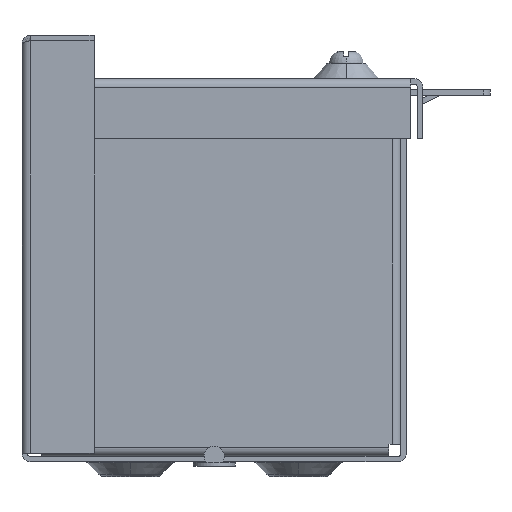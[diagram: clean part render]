
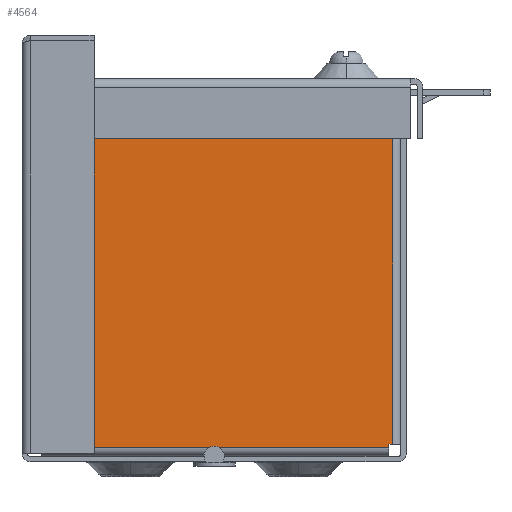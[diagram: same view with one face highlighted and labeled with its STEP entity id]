
A CAD part, left-side view. The second image highlights one B-rep face of the part: STEP entity #4564.
In plain terms, the highlighted planar face has unit normal (-1, 0, 0).
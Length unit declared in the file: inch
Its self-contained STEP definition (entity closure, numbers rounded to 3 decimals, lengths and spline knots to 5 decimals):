
#294 = CARTESIAN_POINT ( 'NONE',  ( -6., -1.818, 3.798 ) ) ;
#353 = DIRECTION ( 'NONE',  ( 0., -1., 0. ) ) ;
#371 = DIRECTION ( 'NONE',  ( 0., 1., 0. ) ) ;
#466 = EDGE_LOOP ( 'NONE', ( #2110, #14289, #18506, #21651, #3261, #4200, #2270, #21193, #10253, #9412, #14095, #5169 ) ) ;
#498 = CARTESIAN_POINT ( 'NONE',  ( -6., -1.943, 3.923 ) ) ;
#717 = DIRECTION ( 'NONE',  ( 0., 0., -1. ) ) ;
#1359 = LINE ( 'NONE', #18634, #15642 ) ;
#1535 = CARTESIAN_POINT ( 'NONE',  ( -6., 1.798, 0.182 ) ) ;
#1669 = CARTESIAN_POINT ( 'NONE',  ( -6., 1.798, 0.143 ) ) ;
#1671 = LINE ( 'NONE', #6960, #20108 ) ;
#1745 = LINE ( 'NONE', #15944, #22167 ) ;
#1829 = LINE ( 'NONE', #10300, #4590 ) ;
#2100 = DIRECTION ( 'NONE',  ( -1., 0., 0. ) ) ;
#2110 = ORIENTED_EDGE ( 'NONE', *, *, #5143, .T. ) ;
#2270 = ORIENTED_EDGE ( 'NONE', *, *, #14911, .T. ) ;
#2725 = CARTESIAN_POINT ( 'NONE',  ( -6., -1.818, 0.143 ) ) ;
#2737 = DIRECTION ( 'NONE',  ( 0., 1., 0. ) ) ;
#2986 = EDGE_CURVE ( 'NONE', #14771, #17955, #1671, .T. ) ;
#3192 = VECTOR ( 'NONE', #8147, 39.37008 ) ;
#3261 = ORIENTED_EDGE ( 'NONE', *, *, #20435, .T. ) ;
#3432 = VECTOR ( 'NONE', #2737, 39.37008 ) ;
#3513 = VERTEX_POINT ( 'NONE', #5911 ) ;
#3696 = EDGE_CURVE ( 'NONE', #17209, #10256, #6126, .T. ) ;
#4200 = ORIENTED_EDGE ( 'NONE', *, *, #2986, .T. ) ;
#4553 = CARTESIAN_POINT ( 'NONE',  ( -6., 1.923, 3.798 ) ) ;
#4564 = ADVANCED_FACE ( 'NONE', ( #12803 ), #17566, .T. ) ;
#4590 = VECTOR ( 'NONE', #20561, 39.37008 ) ;
#5068 = EDGE_CURVE ( 'NONE', #18669, #17209, #22232, .T. ) ;
#5143 = EDGE_CURVE ( 'NONE', #18190, #11577, #18555, .T. ) ;
#5169 = ORIENTED_EDGE ( 'NONE', *, *, #5733, .T. ) ;
#5733 = EDGE_CURVE ( 'NONE', #7478, #18190, #1829, .T. ) ;
#5908 = CARTESIAN_POINT ( 'NONE',  ( -6., 1.837, 3.798 ) ) ;
#5911 = CARTESIAN_POINT ( 'NONE',  ( -6., -1.857, 0.182 ) ) ;
#6126 = LINE ( 'NONE', #4553, #3192 ) ;
#6611 = VECTOR ( 'NONE', #353, 39.37008 ) ;
#6960 = CARTESIAN_POINT ( 'NONE',  ( -6., -1.818, 3.923 ) ) ;
#7254 = LINE ( 'NONE', #17442, #21007 ) ;
#7478 = VERTEX_POINT ( 'NONE', #1535 ) ;
#7847 = CARTESIAN_POINT ( 'NONE',  ( -6., 1.798, 3.837 ) ) ;
#7975 = EDGE_CURVE ( 'NONE', #10256, #20863, #7254, .T. ) ;
#8147 = DIRECTION ( 'NONE',  ( 0., 1., 0. ) ) ;
#8939 = LINE ( 'NONE', #15826, #6611 ) ;
#9368 = LINE ( 'NONE', #22208, #14952 ) ;
#9402 = DIRECTION ( 'NONE',  ( 0., 1., 0. ) ) ;
#9412 = ORIENTED_EDGE ( 'NONE', *, *, #7975, .T. ) ;
#10253 = ORIENTED_EDGE ( 'NONE', *, *, #3696, .T. ) ;
#10256 = VERTEX_POINT ( 'NONE', #5908 ) ;
#10300 = CARTESIAN_POINT ( 'NONE',  ( -6., 1.798, 0.057 ) ) ;
#10371 = DIRECTION ( 'NONE',  ( 0., 0., 1. ) ) ;
#10402 = VECTOR ( 'NONE', #18842, 39.37008 ) ;
#10627 = EDGE_CURVE ( 'NONE', #12140, #3513, #9368, .T. ) ;
#11281 = DIRECTION ( 'NONE',  ( 0., -1., 0. ) ) ;
#11577 = VERTEX_POINT ( 'NONE', #2725 ) ;
#11924 = EDGE_CURVE ( 'NONE', #11577, #12140, #20523, .T. ) ;
#12140 = VERTEX_POINT ( 'NONE', #21384 ) ;
#12178 = CARTESIAN_POINT ( 'NONE',  ( -6., 1.837, 0.182 ) ) ;
#12200 = VECTOR ( 'NONE', #16976, 39.37008 ) ;
#12803 = FACE_OUTER_BOUND ( 'NONE', #466, .T. ) ;
#13654 = CARTESIAN_POINT ( 'NONE',  ( -6., 1.798, 3.798 ) ) ;
#14095 = ORIENTED_EDGE ( 'NONE', *, *, #17645, .T. ) ;
#14289 = ORIENTED_EDGE ( 'NONE', *, *, #11924, .T. ) ;
#14771 = VERTEX_POINT ( 'NONE', #294 ) ;
#14832 = CARTESIAN_POINT ( 'NONE',  ( -6., -1.943, 0.143 ) ) ;
#14911 = EDGE_CURVE ( 'NONE', #17955, #18669, #1745, .T. ) ;
#14952 = VECTOR ( 'NONE', #11281, 39.37008 ) ;
#15057 = AXIS2_PLACEMENT_3D ( 'NONE', #498, #2100, #9402 ) ;
#15314 = DIRECTION ( 'NONE',  ( 0., 0., 1. ) ) ;
#15642 = VECTOR ( 'NONE', #17049, 39.37008 ) ;
#15826 = CARTESIAN_POINT ( 'NONE',  ( -6., 1.798, 0.182 ) ) ;
#15944 = CARTESIAN_POINT ( 'NONE',  ( -6., -1.943, 3.837 ) ) ;
#16721 = LINE ( 'NONE', #20109, #3432 ) ;
#16976 = DIRECTION ( 'NONE',  ( 0., -1., 0. ) ) ;
#17049 = DIRECTION ( 'NONE',  ( 0., 0., 1. ) ) ;
#17163 = CARTESIAN_POINT ( 'NONE',  ( -6., 1.798, 3.798 ) ) ;
#17209 = VERTEX_POINT ( 'NONE', #17163 ) ;
#17254 = VERTEX_POINT ( 'NONE', #19030 ) ;
#17442 = CARTESIAN_POINT ( 'NONE',  ( -6., 1.837, 3.923 ) ) ;
#17566 = PLANE ( 'NONE',  #15057 ) ;
#17645 = EDGE_CURVE ( 'NONE', #20863, #7478, #8939, .T. ) ;
#17955 = VERTEX_POINT ( 'NONE', #19734 ) ;
#18190 = VERTEX_POINT ( 'NONE', #1669 ) ;
#18506 = ORIENTED_EDGE ( 'NONE', *, *, #10627, .T. ) ;
#18555 = LINE ( 'NONE', #14832, #12200 ) ;
#18634 = CARTESIAN_POINT ( 'NONE',  ( -6., -1.857, 3.923 ) ) ;
#18669 = VERTEX_POINT ( 'NONE', #7847 ) ;
#18820 = CARTESIAN_POINT ( 'NONE',  ( -6., -1.818, 0.182 ) ) ;
#18842 = DIRECTION ( 'NONE',  ( 0., 0., -1. ) ) ;
#19030 = CARTESIAN_POINT ( 'NONE',  ( -6., -1.857, 3.798 ) ) ;
#19639 = EDGE_CURVE ( 'NONE', #3513, #17254, #1359, .T. ) ;
#19734 = CARTESIAN_POINT ( 'NONE',  ( -6., -1.818, 3.837 ) ) ;
#20108 = VECTOR ( 'NONE', #15314, 39.37008 ) ;
#20109 = CARTESIAN_POINT ( 'NONE',  ( -6., -1.818, 3.798 ) ) ;
#20435 = EDGE_CURVE ( 'NONE', #17254, #14771, #16721, .T. ) ;
#20523 = LINE ( 'NONE', #18820, #22212 ) ;
#20561 = DIRECTION ( 'NONE',  ( 0., 0., -1. ) ) ;
#20863 = VERTEX_POINT ( 'NONE', #12178 ) ;
#21007 = VECTOR ( 'NONE', #717, 39.37008 ) ;
#21193 = ORIENTED_EDGE ( 'NONE', *, *, #5068, .T. ) ;
#21384 = CARTESIAN_POINT ( 'NONE',  ( -6., -1.818, 0.182 ) ) ;
#21651 = ORIENTED_EDGE ( 'NONE', *, *, #19639, .T. ) ;
#22167 = VECTOR ( 'NONE', #371, 39.37008 ) ;
#22208 = CARTESIAN_POINT ( 'NONE',  ( -6., -1.943, 0.182 ) ) ;
#22212 = VECTOR ( 'NONE', #10371, 39.37008 ) ;
#22232 = LINE ( 'NONE', #13654, #10402 ) ;
